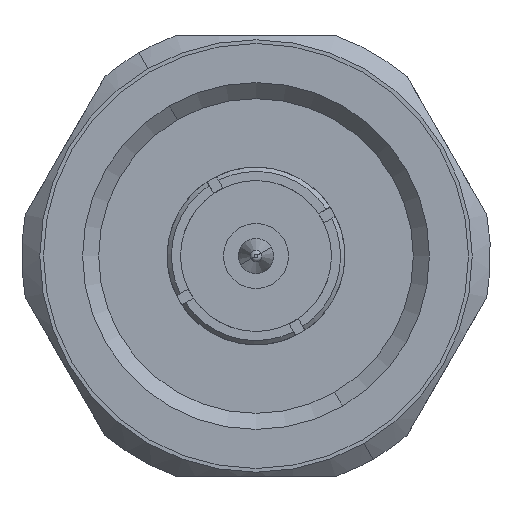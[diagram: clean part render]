
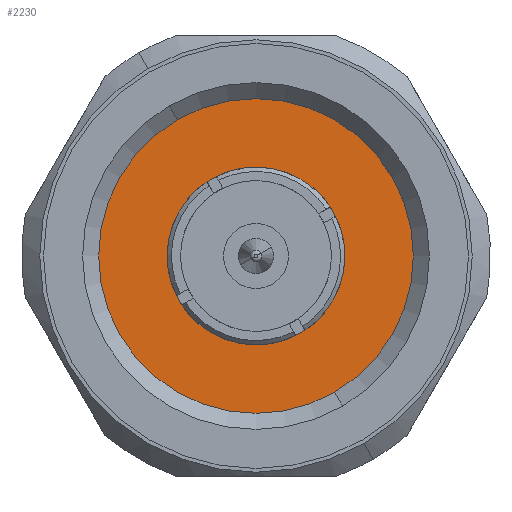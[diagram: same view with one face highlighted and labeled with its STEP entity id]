
A CAD part, front view. The second image highlights one B-rep face of the part: STEP entity #2230.
In plain terms, the highlighted planar face has unit normal (0, -1, 0).
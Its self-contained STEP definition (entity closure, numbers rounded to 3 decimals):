
#291 = DIRECTION ( 'NONE',  ( -0.839, 0., -0.544 ) ) ;
#351 = CIRCLE ( 'NONE', #575, 4.15 ) ;
#438 = CIRCLE ( 'NONE', #3324, 8.8 ) ;
#575 = AXIS2_PLACEMENT_3D ( 'NONE', #1005, #1319, #3524 ) ;
#602 = CARTESIAN_POINT ( 'NONE',  ( 0., -7.6, -10.3 ) ) ;
#630 = DIRECTION ( 'NONE',  ( 0., -1., 0. ) ) ;
#824 = CARTESIAN_POINT ( 'NONE',  ( 3.594, -7.6, -8.225 ) ) ;
#891 = EDGE_CURVE ( 'NONE', #2892, #3366, #351, .T. ) ;
#940 = DIRECTION ( 'NONE',  ( 0., -1., 0. ) ) ;
#976 = CIRCLE ( 'NONE', #4028, 4.15 ) ;
#986 = CARTESIAN_POINT ( 'NONE',  ( 0., -7.6, -10.3 ) ) ;
#1005 = CARTESIAN_POINT ( 'NONE',  ( 0., -7.6, -10.3 ) ) ;
#1052 = ORIENTED_EDGE ( 'NONE', *, *, #891, .F. ) ;
#1250 = AXIS2_PLACEMENT_3D ( 'NONE', #3098, #630, #291 ) ;
#1268 = CARTESIAN_POINT ( 'NONE',  ( 0., -7.6, -10.3 ) ) ;
#1319 = DIRECTION ( 'NONE',  ( 0., -1., 0. ) ) ;
#1659 = EDGE_LOOP ( 'NONE', ( #2118, #1052 ) ) ;
#1692 = VERTEX_POINT ( 'NONE', #3182 ) ;
#1932 = VERTEX_POINT ( 'NONE', #3027 ) ;
#2057 = CARTESIAN_POINT ( 'NONE',  ( -3.594, -7.6, -12.375 ) ) ;
#2118 = ORIENTED_EDGE ( 'NONE', *, *, #3874, .F. ) ;
#2184 = DIRECTION ( 'NONE',  ( -0.839, 0., -0.544 ) ) ;
#2198 = DIRECTION ( 'NONE',  ( -0.839, 0., -0.544 ) ) ;
#2230 = ADVANCED_FACE ( 'NONE', ( #2832, #3534 ), #3158, .T. ) ;
#2356 = EDGE_CURVE ( 'NONE', #1692, #1932, #438, .T. ) ;
#2516 = ORIENTED_EDGE ( 'NONE', *, *, #2356, .T. ) ;
#2544 = CIRCLE ( 'NONE', #1250, 8.8 ) ;
#2611 = AXIS2_PLACEMENT_3D ( 'NONE', #986, #940, #3794 ) ;
#2832 = FACE_OUTER_BOUND ( 'NONE', #3233, .T. ) ;
#2892 = VERTEX_POINT ( 'NONE', #2057 ) ;
#3027 = CARTESIAN_POINT ( 'NONE',  ( 4.4, -7.6, -17.921 ) ) ;
#3098 = CARTESIAN_POINT ( 'NONE',  ( 0., -7.6, -10.3 ) ) ;
#3158 = PLANE ( 'NONE',  #2611 ) ;
#3182 = CARTESIAN_POINT ( 'NONE',  ( -4.4, -7.6, -2.679 ) ) ;
#3233 = EDGE_LOOP ( 'NONE', ( #2516, #3516 ) ) ;
#3324 = AXIS2_PLACEMENT_3D ( 'NONE', #602, #3766, #2184 ) ;
#3366 = VERTEX_POINT ( 'NONE', #824 ) ;
#3404 = DIRECTION ( 'NONE',  ( 0., -1., 0. ) ) ;
#3516 = ORIENTED_EDGE ( 'NONE', *, *, #3937, .T. ) ;
#3524 = DIRECTION ( 'NONE',  ( -0.839, 0., -0.544 ) ) ;
#3534 = FACE_BOUND ( 'NONE', #1659, .T. ) ;
#3766 = DIRECTION ( 'NONE',  ( 0., -1., 0. ) ) ;
#3794 = DIRECTION ( 'NONE',  ( -0.839, 0., -0.544 ) ) ;
#3874 = EDGE_CURVE ( 'NONE', #3366, #2892, #976, .T. ) ;
#3937 = EDGE_CURVE ( 'NONE', #1932, #1692, #2544, .T. ) ;
#4028 = AXIS2_PLACEMENT_3D ( 'NONE', #1268, #3404, #2198 ) ;
